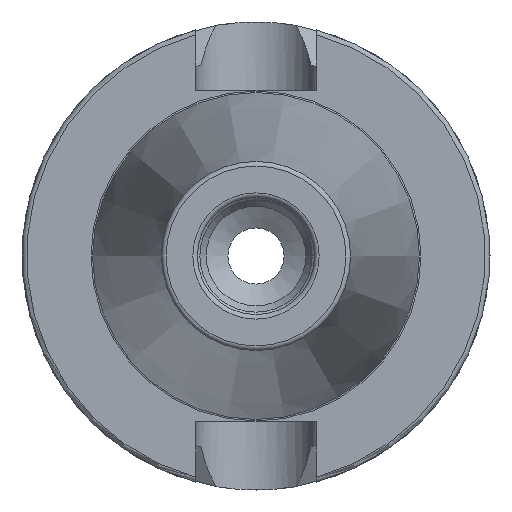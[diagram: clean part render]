
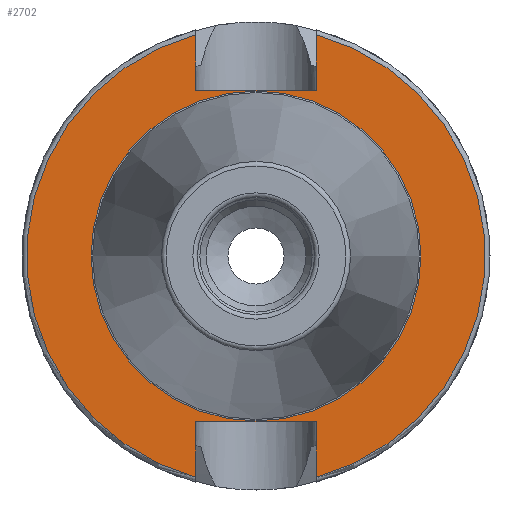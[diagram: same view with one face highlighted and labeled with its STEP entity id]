
A CAD part, left-side view. The second image highlights one B-rep face of the part: STEP entity #2702.
In plain terms, the highlighted planar face has unit normal (-1, 0, 0).
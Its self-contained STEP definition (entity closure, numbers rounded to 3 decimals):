
#272=CARTESIAN_POINT('',(3.,12.85,-35.4));
#273=VERTEX_POINT('',#272);
#280=CARTESIAN_POINT('',(3.,12.85,-47.285));
#281=VERTEX_POINT('',#280);
#282=CARTESIAN_POINT('',(3.,12.85,-47.285));
#283=DIRECTION('',(0.0,0.0,1.0));
#284=VECTOR('',#283,11.885);
#285=LINE('',#282,#284);
#286=EDGE_CURVE('',#281,#273,#285,.T.);
#363=CARTESIAN_POINT('',(3.,-12.85,-47.285));
#364=VERTEX_POINT('',#363);
#378=CARTESIAN_POINT('',(3.,-12.85,-35.4));
#379=VERTEX_POINT('',#378);
#380=CARTESIAN_POINT('',(3.,-12.85,-35.4));
#381=DIRECTION('',(0.0,0.0,-1.0));
#382=VECTOR('',#381,11.885);
#383=LINE('',#380,#382);
#384=EDGE_CURVE('',#379,#364,#383,.T.);
#404=CARTESIAN_POINT('',(3.,12.85,-35.4));
#405=DIRECTION('',(0.0,-1.0,0.0));
#406=VECTOR('',#405,25.7);
#407=LINE('',#404,#406);
#408=EDGE_CURVE('',#273,#379,#407,.T.);
#563=CARTESIAN_POINT('',(3.,12.85,47.285));
#564=VERTEX_POINT('',#563);
#565=CARTESIAN_POINT('',(3.,0.0,0.0));
#566=DIRECTION('',(1.0,0.0,0.0));
#567=DIRECTION('',(0.0,1.0,0.0));
#568=AXIS2_PLACEMENT_3D('',#565,#566,#567);
#569=CIRCLE('',#568,49.0);
#570=EDGE_CURVE('',#281,#564,#569,.T.);
#652=CARTESIAN_POINT('',(3.,12.85,35.4));
#653=VERTEX_POINT('',#652);
#654=CARTESIAN_POINT('',(3.,12.85,35.4));
#655=DIRECTION('',(0.0,0.0,1.0));
#656=VECTOR('',#655,11.885);
#657=LINE('',#654,#656);
#658=EDGE_CURVE('',#653,#564,#657,.T.);
#726=CARTESIAN_POINT('',(3.,-12.85,47.285));
#727=VERTEX_POINT('',#726);
#771=CARTESIAN_POINT('',(3.,-12.85,35.4));
#772=VERTEX_POINT('',#771);
#779=CARTESIAN_POINT('',(3.,-12.85,47.285));
#780=DIRECTION('',(0.0,0.0,-1.0));
#781=VECTOR('',#780,11.885);
#782=LINE('',#779,#781);
#783=EDGE_CURVE('',#727,#772,#782,.T.);
#796=CARTESIAN_POINT('',(3.,-12.85,35.4));
#797=DIRECTION('',(0.0,1.0,0.0));
#798=VECTOR('',#797,25.7);
#799=LINE('',#796,#798);
#800=EDGE_CURVE('',#772,#653,#799,.T.);
#2655=CARTESIAN_POINT('',(3.,35.25,0.0));
#2656=VERTEX_POINT('',#2655);
#2657=CARTESIAN_POINT('',(3.,0.0,0.0));
#2658=DIRECTION('',(1.0,0.0,0.0));
#2659=DIRECTION('',(0.0,1.0,0.0));
#2660=AXIS2_PLACEMENT_3D('',#2657,#2658,#2659);
#2661=CIRCLE('',#2660,35.25);
#2662=EDGE_CURVE('',#2656,#2656,#2661,.T.);
#2678=CARTESIAN_POINT('',(3.,42.125,0.0));
#2679=DIRECTION('',(-1.0,0.0,0.0));
#2680=DIRECTION('',(0.0,0.0,1.0));
#2681=AXIS2_PLACEMENT_3D('',#2678,#2679,#2680);
#2682=PLANE('',#2681);
#2683=ORIENTED_EDGE('',*,*,#384,.T.);
#2684=CARTESIAN_POINT('',(3.,0.0,0.0));
#2685=DIRECTION('',(1.0,0.0,0.0));
#2686=DIRECTION('',(0.0,1.0,0.0));
#2687=AXIS2_PLACEMENT_3D('',#2684,#2685,#2686);
#2688=CIRCLE('',#2687,49.0);
#2689=EDGE_CURVE('',#727,#364,#2688,.T.);
#2690=ORIENTED_EDGE('',*,*,#2689,.F.);
#2691=ORIENTED_EDGE('',*,*,#783,.T.);
#2692=ORIENTED_EDGE('',*,*,#800,.T.);
#2693=ORIENTED_EDGE('',*,*,#658,.T.);
#2694=ORIENTED_EDGE('',*,*,#570,.F.);
#2695=ORIENTED_EDGE('',*,*,#286,.T.);
#2696=ORIENTED_EDGE('',*,*,#408,.T.);
#2697=EDGE_LOOP('',(#2683,#2690,#2691,#2692,#2693,#2694,#2695,#2696));
#2698=FACE_OUTER_BOUND('',#2697,.T.);
#2699=ORIENTED_EDGE('',*,*,#2662,.T.);
#2700=EDGE_LOOP('',(#2699));
#2701=FACE_BOUND('',#2700,.T.);
#2702=ADVANCED_FACE('',(#2698,#2701),#2682,.T.);
